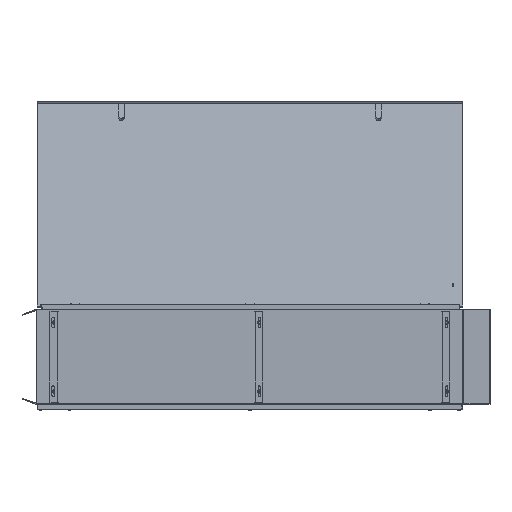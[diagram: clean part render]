
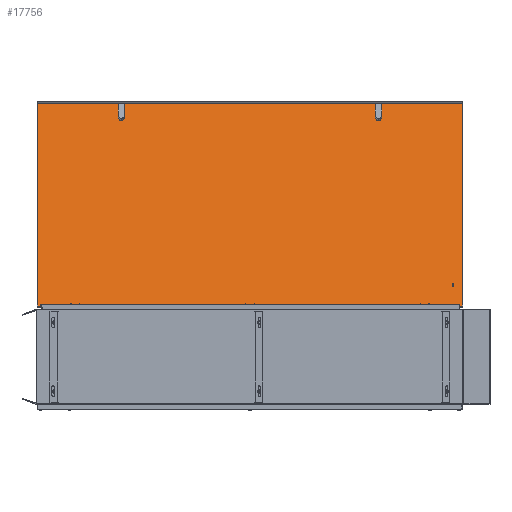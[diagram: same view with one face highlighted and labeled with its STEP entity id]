
A CAD part, left-side view. The second image highlights one B-rep face of the part: STEP entity #17756.
In plain terms, the highlighted face is planar.
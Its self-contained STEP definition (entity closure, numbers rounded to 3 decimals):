
#548 = EDGE_CURVE ( 'NONE', #19212, #17786, #7213, .T. ) ;
#762 = AXIS2_PLACEMENT_3D ( 'NONE', #2603, #9029, #9098 ) ;
#774 = PLANE ( 'NONE',  #14074 ) ;
#1613 = FACE_BOUND ( 'NONE', #12479, .T. ) ;
#1856 = FACE_OUTER_BOUND ( 'NONE', #19693, .T. ) ;
#2072 = EDGE_LOOP ( 'NONE', ( #17971, #7247 ) ) ;
#2167 = DIRECTION ( 'NONE',  ( 1., 0., 0. ) ) ;
#2241 = CARTESIAN_POINT ( 'NONE',  ( -396., 0., -1. ) ) ;
#2322 = CARTESIAN_POINT ( 'NONE',  ( -342., 482., -1. ) ) ;
#2508 = AXIS2_PLACEMENT_3D ( 'NONE', #18672, #13632, #10667 ) ;
#2562 = VECTOR ( 'NONE', #20386, 1000. ) ;
#2570 = DIRECTION ( 'NONE',  ( -1., 0., 0. ) ) ;
#2603 = CARTESIAN_POINT ( 'NONE',  ( -342., -482., -1. ) ) ;
#3015 = ORIENTED_EDGE ( 'NONE', *, *, #12710, .F. ) ;
#3907 = EDGE_CURVE ( 'NONE', #16510, #13143, #9125, .T. ) ;
#4004 = DIRECTION ( 'NONE',  ( 0., 0., 1. ) ) ;
#4440 = VECTOR ( 'NONE', #8313, 1000. ) ;
#4977 = ORIENTED_EDGE ( 'NONE', *, *, #17827, .T. ) ;
#5031 = VERTEX_POINT ( 'NONE', #20795 ) ;
#5203 = CARTESIAN_POINT ( 'NONE',  ( -353.5, 482., -1. ) ) ;
#6009 = EDGE_CURVE ( 'NONE', #7678, #6513, #16394, .T. ) ;
#6139 = CIRCLE ( 'NONE', #6309, 11.5 ) ;
#6309 = AXIS2_PLACEMENT_3D ( 'NONE', #12427, #14063, #18689 ) ;
#6513 = VERTEX_POINT ( 'NONE', #11333 ) ;
#7109 = EDGE_LOOP ( 'NONE', ( #3015, #18131 ) ) ;
#7213 = CIRCLE ( 'NONE', #13298, 11.5 ) ;
#7247 = ORIENTED_EDGE ( 'NONE', *, *, #548, .T. ) ;
#7262 = CARTESIAN_POINT ( 'NONE',  ( -342., 482., -1. ) ) ;
#7667 = FACE_BOUND ( 'NONE', #7109, .T. ) ;
#7678 = VERTEX_POINT ( 'NONE', #11755 ) ;
#8234 = CARTESIAN_POINT ( 'NONE',  ( 0., -796., -1. ) ) ;
#8313 = DIRECTION ( 'NONE',  ( 1., 0., 0. ) ) ;
#8701 = FACE_BOUND ( 'NONE', #2072, .T. ) ;
#9029 = DIRECTION ( 'NONE',  ( 0., 0., 1. ) ) ;
#9059 = CARTESIAN_POINT ( 'NONE',  ( 396., 0., -1. ) ) ;
#9098 = DIRECTION ( 'NONE',  ( 1., 0., 0. ) ) ;
#9125 = LINE ( 'NONE', #9059, #2562 ) ;
#9258 = LINE ( 'NONE', #8234, #4440 ) ;
#9302 = CIRCLE ( 'NONE', #17166, 11.5 ) ;
#9374 = AXIS2_PLACEMENT_3D ( 'NONE', #15493, #10526, #18814 ) ;
#9643 = EDGE_CURVE ( 'NONE', #13079, #16510, #9258, .T. ) ;
#9817 = CIRCLE ( 'NONE', #762, 11.5 ) ;
#10150 = CARTESIAN_POINT ( 'NONE',  ( -396., -796., -1. ) ) ;
#10359 = CARTESIAN_POINT ( 'NONE',  ( 396., 796., -1. ) ) ;
#10387 = LINE ( 'NONE', #2241, #14432 ) ;
#10526 = DIRECTION ( 'NONE',  ( 0., 0., -1. ) ) ;
#10560 = EDGE_CURVE ( 'NONE', #13143, #13672, #17103, .T. ) ;
#10565 = DIRECTION ( 'NONE',  ( 0., 0., 1. ) ) ;
#10667 = DIRECTION ( 'NONE',  ( 1., 0., 0. ) ) ;
#11333 = CARTESIAN_POINT ( 'NONE',  ( 315., -762., -1. ) ) ;
#11465 = CARTESIAN_POINT ( 'NONE',  ( 396., -796., -1. ) ) ;
#11755 = CARTESIAN_POINT ( 'NONE',  ( 309., -762., -1. ) ) ;
#11947 = DIRECTION ( 'NONE',  ( 0., 0., 1. ) ) ;
#12077 = CARTESIAN_POINT ( 'NONE',  ( 0., 0., -1. ) ) ;
#12427 = CARTESIAN_POINT ( 'NONE',  ( -342., -482., -1. ) ) ;
#12479 = EDGE_LOOP ( 'NONE', ( #16076, #4977 ) ) ;
#12710 = EDGE_CURVE ( 'NONE', #6513, #7678, #21001, .T. ) ;
#13079 = VERTEX_POINT ( 'NONE', #10150 ) ;
#13143 = VERTEX_POINT ( 'NONE', #10359 ) ;
#13258 = ORIENTED_EDGE ( 'NONE', *, *, #3907, .F. ) ;
#13298 = AXIS2_PLACEMENT_3D ( 'NONE', #7262, #10565, #20303 ) ;
#13521 = VECTOR ( 'NONE', #2570, 1000. ) ;
#13579 = EDGE_CURVE ( 'NONE', #17786, #19212, #9302, .T. ) ;
#13632 = DIRECTION ( 'NONE',  ( 0., 0., -1. ) ) ;
#13672 = VERTEX_POINT ( 'NONE', #20059 ) ;
#13702 = EDGE_CURVE ( 'NONE', #16866, #5031, #9817, .T. ) ;
#13708 = ORIENTED_EDGE ( 'NONE', *, *, #20350, .F. ) ;
#14063 = DIRECTION ( 'NONE',  ( 0., 0., 1. ) ) ;
#14074 = AXIS2_PLACEMENT_3D ( 'NONE', #12077, #4004, #18618 ) ;
#14432 = VECTOR ( 'NONE', #18138, 1000. ) ;
#14671 = ORIENTED_EDGE ( 'NONE', *, *, #10560, .F. ) ;
#15493 = CARTESIAN_POINT ( 'NONE',  ( 312., -762., -1. ) ) ;
#16076 = ORIENTED_EDGE ( 'NONE', *, *, #13702, .T. ) ;
#16394 = CIRCLE ( 'NONE', #2508, 3. ) ;
#16510 = VERTEX_POINT ( 'NONE', #11465 ) ;
#16707 = CARTESIAN_POINT ( 'NONE',  ( -330.5, 482., -1. ) ) ;
#16866 = VERTEX_POINT ( 'NONE', #19224 ) ;
#17103 = LINE ( 'NONE', #17105, #13521 ) ;
#17105 = CARTESIAN_POINT ( 'NONE',  ( 0., 796., -1. ) ) ;
#17166 = AXIS2_PLACEMENT_3D ( 'NONE', #2322, #11947, #2167 ) ;
#17756 = ADVANCED_FACE ( 'NONE', ( #1613, #8701, #1856, #7667 ), #774, .F. ) ;
#17786 = VERTEX_POINT ( 'NONE', #16707 ) ;
#17827 = EDGE_CURVE ( 'NONE', #5031, #16866, #6139, .T. ) ;
#17862 = ORIENTED_EDGE ( 'NONE', *, *, #9643, .F. ) ;
#17971 = ORIENTED_EDGE ( 'NONE', *, *, #13579, .T. ) ;
#18131 = ORIENTED_EDGE ( 'NONE', *, *, #6009, .F. ) ;
#18138 = DIRECTION ( 'NONE',  ( 0., -1., 0. ) ) ;
#18618 = DIRECTION ( 'NONE',  ( 1., 0., 0. ) ) ;
#18672 = CARTESIAN_POINT ( 'NONE',  ( 312., -762., -1. ) ) ;
#18689 = DIRECTION ( 'NONE',  ( 1., 0., 0. ) ) ;
#18814 = DIRECTION ( 'NONE',  ( 1., 0., 0. ) ) ;
#19212 = VERTEX_POINT ( 'NONE', #5203 ) ;
#19224 = CARTESIAN_POINT ( 'NONE',  ( -330.5, -482., -1. ) ) ;
#19693 = EDGE_LOOP ( 'NONE', ( #13708, #14671, #13258, #17862 ) ) ;
#20059 = CARTESIAN_POINT ( 'NONE',  ( -396., 796., -1. ) ) ;
#20303 = DIRECTION ( 'NONE',  ( 1., 0., 0. ) ) ;
#20350 = EDGE_CURVE ( 'NONE', #13672, #13079, #10387, .T. ) ;
#20386 = DIRECTION ( 'NONE',  ( 0., 1., 0. ) ) ;
#20795 = CARTESIAN_POINT ( 'NONE',  ( -353.5, -482., -1. ) ) ;
#21001 = CIRCLE ( 'NONE', #9374, 3. ) ;
